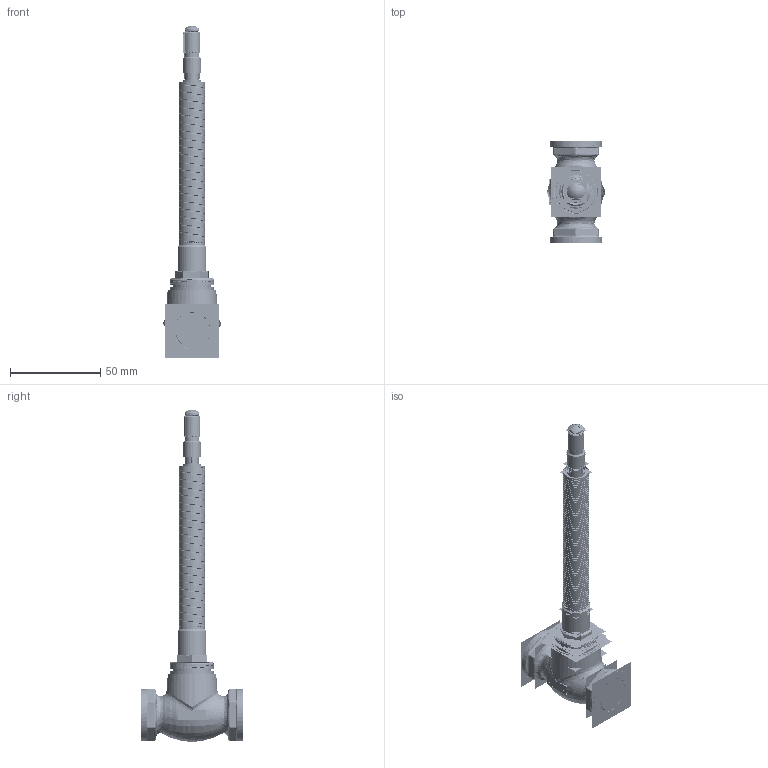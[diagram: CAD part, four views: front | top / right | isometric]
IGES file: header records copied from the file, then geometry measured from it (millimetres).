
Start section:  PTC IGES file: 1-606h_asm.igs
Global section: file name: 1-606h_asm.igs; native system: Creo Parametric by Parametric Technology Corporation; preprocessor: 2013150; author: rsmith; organization: Unknown; date: 20160908.155906; units: inch
Bounding box: 32.31 x 56.64 x 183.87 mm (x, y, z)
Surface area: 2020703 mm2 (no closed solid volume)
Topology: 0 solids, 0 shells, 4023 faces, 68192 edges, 89624 vertices
Faces by surface type: revolution 2171, bspline 1852
